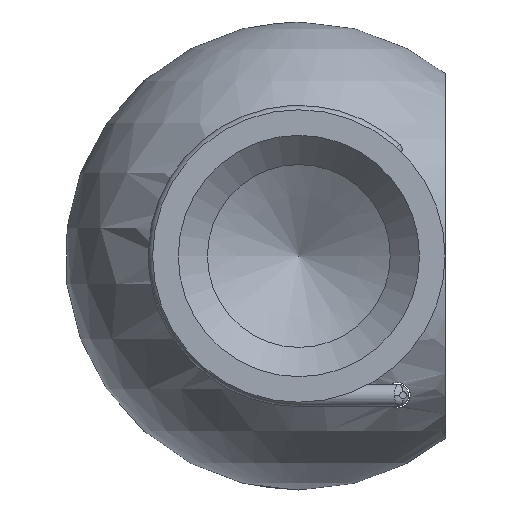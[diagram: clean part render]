
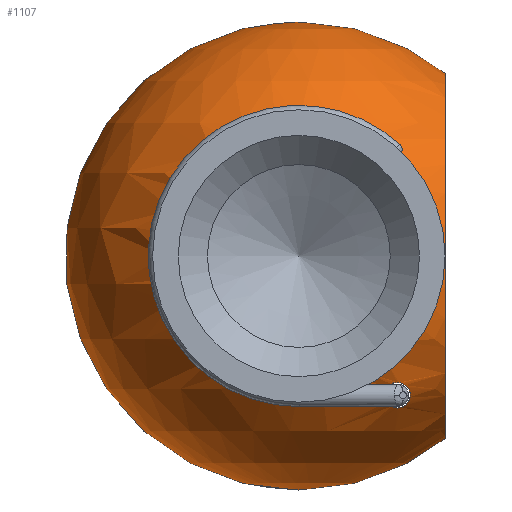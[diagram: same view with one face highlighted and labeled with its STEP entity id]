
A CAD part, front view. The second image highlights one B-rep face of the part: STEP entity #1107.
In plain terms, the highlighted spherical face has radius 6.4 mm.
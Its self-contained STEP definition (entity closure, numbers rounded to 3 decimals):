
#6 = EDGE_CURVE ( 'NONE', #1186, #1186, #833, .T. ) ;
#10 = SPHERICAL_SURFACE ( 'NONE', #179, 6.4 ) ;
#15 = CARTESIAN_POINT ( 'NONE',  ( 2.868, 4.537, -3.488 ) ) ;
#26 = CARTESIAN_POINT ( 'NONE',  ( 2.82, 3.983, -4.141 ) ) ;
#31 = CARTESIAN_POINT ( 'NONE',  ( 2.717, 4.032, -4.162 ) ) ;
#45 = EDGE_CURVE ( 'NONE', #887, #887, #298, .T. ) ;
#70 = VERTEX_POINT ( 'NONE', #724 ) ;
#88 = CARTESIAN_POINT ( 'NONE',  ( 2.575, -4.716, -3.477 ) ) ;
#95 = CARTESIAN_POINT ( 'NONE',  ( 2.357, -4.503, -3.89 ) ) ;
#104 = CARTESIAN_POINT ( 'NONE',  ( 3.053, 4.204, -3.738 ) ) ;
#117 = DIRECTION ( 'NONE',  ( 1., 0., 0. ) ) ;
#123 = CARTESIAN_POINT ( 'NONE',  ( 2.348, 4.51, -3.888 ) ) ;
#130 = FACE_BOUND ( 'NONE', #1165, .T. ) ;
#171 = CARTESIAN_POINT ( 'NONE',  ( 2.675, -4.062, -4.16 ) ) ;
#179 = AXIS2_PLACEMENT_3D ( 'NONE', #368, #296, #117 ) ;
#190 = CARTESIAN_POINT ( 'NONE',  ( 3.027, 4.289, -3.662 ) ) ;
#191 = DIRECTION ( 'NONE',  ( 0., -1., 0. ) ) ;
#198 = CARTESIAN_POINT ( 'NONE',  ( 2.729, -4.644, -3.456 ) ) ;
#202 = FACE_BOUND ( 'NONE', #1200, .T. ) ;
#207 = CARTESIAN_POINT ( 'NONE',  ( 2.67, 4.066, -4.16 ) ) ;
#231 = B_SPLINE_CURVE_WITH_KNOTS ( 'NONE', 3,
 ( #522, #425, #809, #247, #1013, #171, #438, #1199, #348, #1127, #1140, #644, #837, #928, #566, #1133, #1211, #198, #831, #88, #375, #571, #649, #461, #749, #656, #95, #357 ),
 .UNSPECIFIED., .T., .F.,
 ( 4, 2, 2, 2, 2, 2, 2, 2, 2, 2, 2, 2, 2, 4 ),
 ( 0., 0., 0.001, 0.001, 0.001, 0.001, 0.001, 0.002, 0.002, 0.002, 0.002, 0.002, 0.003, 0.003 ),
 .UNSPECIFIED. ) ;
#247 = CARTESIAN_POINT ( 'NONE',  ( 2.55, -4.175, -4.127 ) ) ;
#276 = CARTESIAN_POINT ( 'NONE',  ( 2.873, 3.969, -4.118 ) ) ;
#284 = EDGE_CURVE ( 'NONE', #70, #70, #231, .T. ) ;
#296 = DIRECTION ( 'NONE',  ( 0., 0., 1. ) ) ;
#298 = CIRCLE ( 'NONE', #698, 4.996 ) ;
#303 = CARTESIAN_POINT ( 'NONE',  ( 3.038, 4.054, -3.911 ) ) ;
#341 = FACE_BOUND ( 'NONE', #1147, .T. ) ;
#343 = CARTESIAN_POINT ( 'NONE',  ( 0., -5.245, 0. ) ) ;
#348 = CARTESIAN_POINT ( 'NONE',  ( 2.879, -3.968, -4.114 ) ) ;
#357 = CARTESIAN_POINT ( 'NONE',  ( 2.371, -4.462, -3.928 ) ) ;
#360 = VERTEX_POINT ( 'NONE', #1022 ) ;
#368 = CARTESIAN_POINT ( 'NONE',  ( 0., 0., 0. ) ) ;
#375 = CARTESIAN_POINT ( 'NONE',  ( 2.521, -4.727, -3.502 ) ) ;
#379 = CARTESIAN_POINT ( 'NONE',  ( 2.685, 4.672, -3.454 ) ) ;
#425 = CARTESIAN_POINT ( 'NONE',  ( 2.399, -4.38, -4.004 ) ) ;
#432 = ORIENTED_EDGE ( 'NONE', *, *, #1124, .F. ) ;
#438 = CARTESIAN_POINT ( 'NONE',  ( 2.723, -4.029, -4.161 ) ) ;
#461 = CARTESIAN_POINT ( 'NONE',  ( 2.359, -4.648, -3.714 ) ) ;
#463 = DIRECTION ( 'NONE',  ( 1., 0., 0. ) ) ;
#465 = CARTESIAN_POINT ( 'NONE',  ( 2.918, 3.973, -4.082 ) ) ;
#484 = ORIENTED_EDGE ( 'NONE', *, *, #45, .F. ) ;
#522 = CARTESIAN_POINT ( 'NONE',  ( 2.371, -4.462, -3.928 ) ) ;
#563 = CARTESIAN_POINT ( 'NONE',  ( 2.437, 4.72, -3.57 ) ) ;
#566 = CARTESIAN_POINT ( 'NONE',  ( 2.961, -4.418, -3.561 ) ) ;
#571 = CARTESIAN_POINT ( 'NONE',  ( 2.433, -4.719, -3.575 ) ) ;
#575 = CARTESIAN_POINT ( 'NONE',  ( 2.378, 4.426, -3.965 ) ) ;
#583 = CARTESIAN_POINT ( 'NONE',  ( 2.475, 4.26, -4.087 ) ) ;
#605 = CARTESIAN_POINT ( 'NONE',  ( 3.668, -5.245, 0. ) ) ;
#644 = CARTESIAN_POINT ( 'NONE',  ( 3.06, -4.087, -3.862 ) ) ;
#649 = CARTESIAN_POINT ( 'NONE',  ( 2.4, -4.7, -3.621 ) ) ;
#656 = CARTESIAN_POINT ( 'NONE',  ( 2.35, -4.542, -3.849 ) ) ;
#659 = CARTESIAN_POINT ( 'NONE',  ( 2.526, 4.726, -3.499 ) ) ;
#670 = CARTESIAN_POINT ( 'NONE',  ( 2.351, 4.618, -3.756 ) ) ;
#676 = CARTESIAN_POINT ( 'NONE',  ( 3.048, 4.09, -3.866 ) ) ;
#689 = EDGE_LOOP ( 'NONE', ( #783 ) ) ;
#698 = AXIS2_PLACEMENT_3D ( 'NONE', #838, #1134, #191 ) ;
#724 = CARTESIAN_POINT ( 'NONE',  ( 2.371, -4.462, -3.928 ) ) ;
#736 = AXIS2_PLACEMENT_3D ( 'NONE', #343, #755, #463 ) ;
#749 = CARTESIAN_POINT ( 'NONE',  ( 2.35, -4.614, -3.761 ) ) ;
#755 = DIRECTION ( 'NONE',  ( 0., -1., 0. ) ) ;
#758 = FACE_OUTER_BOUND ( 'NONE', #689, .T. ) ;
#762 = B_SPLINE_CURVE_WITH_KNOTS ( 'NONE', 3,
 ( #1042, #276, #26, #31, #207, #1048, #583, #575, #123, #670, #1036, #1137, #563, #659, #860, #379, #1144, #15, #1150, #190, #104, #676, #303, #1054, #1131, #465 ),
 .UNSPECIFIED., .T., .F.,
 ( 4, 2, 2, 2, 2, 2, 2, 2, 2, 2, 2, 2, 4 ),
 ( 0., 0., 0., 0.001, 0.001, 0.001, 0.001, 0.002, 0.002, 0.002, 0.002, 0.003, 0.003 ),
 .UNSPECIFIED. ) ;
#783 = ORIENTED_EDGE ( 'NONE', *, *, #6, .F. ) ;
#809 = CARTESIAN_POINT ( 'NONE',  ( 2.449, -4.295, -4.065 ) ) ;
#831 = CARTESIAN_POINT ( 'NONE',  ( 2.679, -4.675, -3.455 ) ) ;
#833 = CIRCLE ( 'NONE', #736, 3.668 ) ;
#837 = CARTESIAN_POINT ( 'NONE',  ( 3.057, -4.17, -3.774 ) ) ;
#838 = CARTESIAN_POINT ( 'NONE',  ( 4., 0., 0. ) ) ;
#860 = CARTESIAN_POINT ( 'NONE',  ( 2.581, 4.715, -3.475 ) ) ;
#882 = ORIENTED_EDGE ( 'NONE', *, *, #284, .F. ) ;
#887 = VERTEX_POINT ( 'NONE', #1092 ) ;
#928 = CARTESIAN_POINT ( 'NONE',  ( 3.008, -4.334, -3.625 ) ) ;
#1013 = CARTESIAN_POINT ( 'NONE',  ( 2.588, -4.135, -4.143 ) ) ;
#1022 = CARTESIAN_POINT ( 'NONE',  ( 2.918, 3.973, -4.082 ) ) ;
#1036 = CARTESIAN_POINT ( 'NONE',  ( 2.36, 4.651, -3.709 ) ) ;
#1042 = CARTESIAN_POINT ( 'NONE',  ( 2.918, 3.973, -4.082 ) ) ;
#1048 = CARTESIAN_POINT ( 'NONE',  ( 2.542, 4.176, -4.132 ) ) ;
#1054 = CARTESIAN_POINT ( 'NONE',  ( 2.996, 3.997, -4.001 ) ) ;
#1092 = CARTESIAN_POINT ( 'NONE',  ( 4., -4.996, 0. ) ) ;
#1107 = ADVANCED_FACE ( 'NONE', ( #341, #130, #202, #758 ), #10, .T. ) ;
#1124 = EDGE_CURVE ( 'NONE', #360, #360, #762, .T. ) ;
#1127 = CARTESIAN_POINT ( 'NONE',  ( 2.967, -3.978, -4.042 ) ) ;
#1131 = CARTESIAN_POINT ( 'NONE',  ( 2.963, 3.977, -4.046 ) ) ;
#1133 = CARTESIAN_POINT ( 'NONE',  ( 2.858, -4.538, -3.493 ) ) ;
#1134 = DIRECTION ( 'NONE',  ( 1., 0., 0. ) ) ;
#1137 = CARTESIAN_POINT ( 'NONE',  ( 2.403, 4.702, -3.616 ) ) ;
#1140 = CARTESIAN_POINT ( 'NONE',  ( 2.999, -4., -3.996 ) ) ;
#1144 = CARTESIAN_POINT ( 'NONE',  ( 2.734, 4.641, -3.457 ) ) ;
#1147 = EDGE_LOOP ( 'NONE', ( #882 ) ) ;
#1150 = CARTESIAN_POINT ( 'NONE',  ( 2.935, 4.454, -3.538 ) ) ;
#1165 = EDGE_LOOP ( 'NONE', ( #432 ) ) ;
#1186 = VERTEX_POINT ( 'NONE', #605 ) ;
#1199 = CARTESIAN_POINT ( 'NONE',  ( 2.825, -3.981, -4.139 ) ) ;
#1200 = EDGE_LOOP ( 'NONE', ( #484 ) ) ;
#1211 = CARTESIAN_POINT ( 'NONE',  ( 2.819, -4.576, -3.476 ) ) ;
